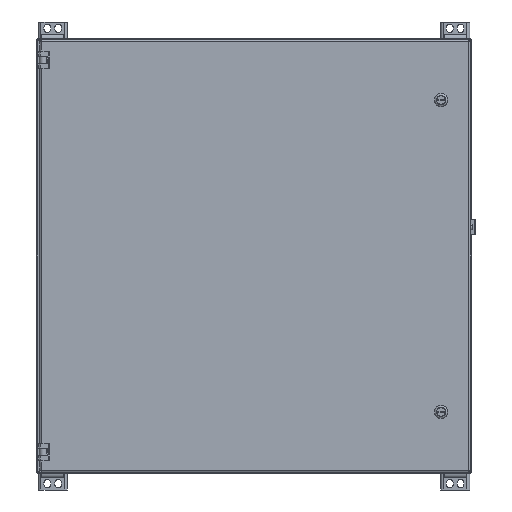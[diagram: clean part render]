
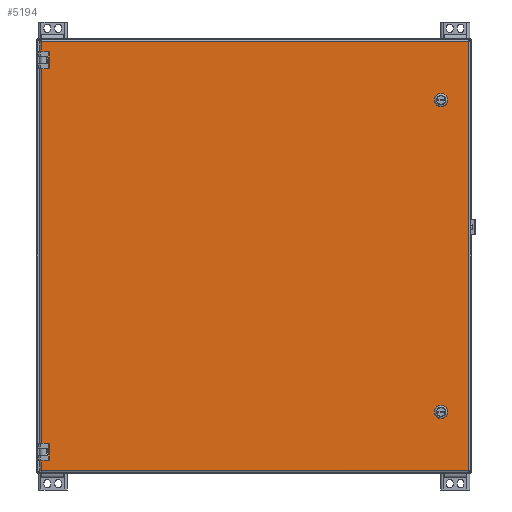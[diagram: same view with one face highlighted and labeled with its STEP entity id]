
A CAD part, front view. The second image highlights one B-rep face of the part: STEP entity #5194.
In plain terms, the highlighted planar face has unit normal (0, -1, 0).
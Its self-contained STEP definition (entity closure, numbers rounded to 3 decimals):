
#5194 = ADVANCED_FACE( '', ( #11600, #11601, #11602 ), #11603, .T. );
#11600 = FACE_BOUND( '', #28500, .T. );
#11601 = FACE_BOUND( '', #28501, .T. );
#11602 = FACE_OUTER_BOUND( '', #28502, .T. );
#11603 = PLANE( '', #28503 );
#28500 = EDGE_LOOP( '', ( #64803, #64804, #64805, #64806 ) );
#28501 = EDGE_LOOP( '', ( #64807, #64808, #64809, #64810 ) );
#28502 = EDGE_LOOP( '', ( #64811, #64812, #64813, #64814, #64815, #64816, #64817, #64818, #64819, #64820, #64821, #64822 ) );
#28503 = AXIS2_PLACEMENT_3D( '', #64823, #64824, #64825 );
#64803 = ORIENTED_EDGE( '', *, *, #86758, .F. );
#64804 = ORIENTED_EDGE( '', *, *, #86759, .F. );
#64805 = ORIENTED_EDGE( '', *, *, #86760, .F. );
#64806 = ORIENTED_EDGE( '', *, *, #86761, .F. );
#64807 = ORIENTED_EDGE( '', *, *, #86762, .F. );
#64808 = ORIENTED_EDGE( '', *, *, #86763, .F. );
#64809 = ORIENTED_EDGE( '', *, *, #86280, .F. );
#64810 = ORIENTED_EDGE( '', *, *, #86764, .F. );
#64811 = ORIENTED_EDGE( '', *, *, #86765, .F. );
#64812 = ORIENTED_EDGE( '', *, *, #86766, .F. );
#64813 = ORIENTED_EDGE( '', *, *, #86767, .F. );
#64814 = ORIENTED_EDGE( '', *, *, #86768, .F. );
#64815 = ORIENTED_EDGE( '', *, *, #85279, .F. );
#64816 = ORIENTED_EDGE( '', *, *, #86769, .F. );
#64817 = ORIENTED_EDGE( '', *, *, #86770, .F. );
#64818 = ORIENTED_EDGE( '', *, *, #86771, .T. );
#64819 = ORIENTED_EDGE( '', *, *, #86772, .F. );
#64820 = ORIENTED_EDGE( '', *, *, #86773, .F. );
#64821 = ORIENTED_EDGE( '', *, *, #86774, .F. );
#64822 = ORIENTED_EDGE( '', *, *, #86362, .F. );
#64823 = CARTESIAN_POINT( '', ( 0., 0., 0. ) );
#64824 = DIRECTION( '', ( 0., -1., 0. ) );
#64825 = DIRECTION( '', ( 0., 0., -1. ) );
#85279 = EDGE_CURVE( '', #95130, #95128, #95132, .T. );
#86280 = EDGE_CURVE( '', #96732, #96734, #96735, .T. );
#86362 = EDGE_CURVE( '', #96865, #96867, #96868, .T. );
#86758 = EDGE_CURVE( '', #97500, #97501, #97502, .T. );
#86759 = EDGE_CURVE( '', #97503, #97500, #97504, .T. );
#86760 = EDGE_CURVE( '', #97505, #97503, #97506, .T. );
#86761 = EDGE_CURVE( '', #97501, #97505, #97507, .T. );
#86762 = EDGE_CURVE( '', #97508, #97509, #97510, .T. );
#86763 = EDGE_CURVE( '', #96734, #97508, #97511, .T. );
#86764 = EDGE_CURVE( '', #97509, #96732, #97512, .T. );
#86765 = EDGE_CURVE( '', #97513, #96865, #97514, .T. );
#86766 = EDGE_CURVE( '', #97515, #97513, #97516, .T. );
#86767 = EDGE_CURVE( '', #97517, #97515, #97518, .T. );
#86768 = EDGE_CURVE( '', #95128, #97517, #97519, .T. );
#86769 = EDGE_CURVE( '', #97520, #95130, #97521, .T. );
#86770 = EDGE_CURVE( '', #97522, #97520, #97523, .T. );
#86771 = EDGE_CURVE( '', #97522, #93385, #97524, .T. );
#86772 = EDGE_CURVE( '', #97525, #93385, #97526, .T. );
#86773 = EDGE_CURVE( '', #97527, #97525, #97528, .T. );
#86774 = EDGE_CURVE( '', #96867, #97527, #97529, .T. );
#93385 = VERTEX_POINT( '', #107765 );
#95128 = VERTEX_POINT( '', #112146 );
#95130 = VERTEX_POINT( '', #112148 );
#95132 = LINE( '', #112159, #112160 );
#96732 = VERTEX_POINT( '', #116325 );
#96734 = VERTEX_POINT( '', #116328 );
#96735 = CIRCLE( '', #116329, 9.716 );
#96865 = VERTEX_POINT( '', #116575 );
#96867 = VERTEX_POINT( '', #116577 );
#96868 = LINE( '', #116578, #116579 );
#97500 = VERTEX_POINT( '', #118156 );
#97501 = VERTEX_POINT( '', #118157 );
#97502 = CIRCLE( '', #118158, 9.716 );
#97503 = VERTEX_POINT( '', #118159 );
#97504 = LINE( '', #118160, #118161 );
#97505 = VERTEX_POINT( '', #118162 );
#97506 = CIRCLE( '', #118163, 9.716 );
#97507 = LINE( '', #118164, #118165 );
#97508 = VERTEX_POINT( '', #118166 );
#97509 = VERTEX_POINT( '', #118167 );
#97510 = CIRCLE( '', #118168, 9.716 );
#97511 = LINE( '', #118169, #118170 );
#97512 = LINE( '', #118171, #118172 );
#97513 = VERTEX_POINT( '', #118173 );
#97514 = LINE( '', #118174, #118175 );
#97515 = VERTEX_POINT( '', #118176 );
#97516 = LINE( '', #118177, #118178 );
#97517 = VERTEX_POINT( '', #118179 );
#97518 = LINE( '', #118180, #118181 );
#97519 = LINE( '', #118182, #118183 );
#97520 = VERTEX_POINT( '', #118184 );
#97521 = LINE( '', #118185, #118186 );
#97522 = VERTEX_POINT( '', #118187 );
#97523 = LINE( '', #118188, #118189 );
#97524 = LINE( '', #118190, #118191 );
#97525 = VERTEX_POINT( '', #118192 );
#97526 = LINE( '', #118193, #118194 );
#97527 = VERTEX_POINT( '', #118195 );
#97528 = LINE( '', #118196, #118197 );
#97529 = LINE( '', #118198, #118199 );
#107765 = CARTESIAN_POINT( '', ( -373.917, 0., 375.901 ) );
#112146 = CARTESIAN_POINT( '', ( -373.917, 0., -353.212 ) );
#112148 = CARTESIAN_POINT( '', ( -373.917, 0., -375.901 ) );
#112159 = CARTESIAN_POINT( '', ( -373.917, 0., -375.901 ) );
#112160 = VECTOR( '', #136729, 1000. );
#116325 = CARTESIAN_POINT( '', ( 317.706, 0., -278.379 ) );
#116328 = CARTESIAN_POINT( '', ( 333.962, 0., -278.379 ) );
#116329 = AXIS2_PLACEMENT_3D( '', #137459, #137460, #137461 );
#116575 = CARTESIAN_POINT( '', ( -373.917, 0., 332.588 ) );
#116577 = CARTESIAN_POINT( '', ( -362.131, 0., 332.588 ) );
#116578 = CARTESIAN_POINT( '', ( 0., 0., 332.588 ) );
#116579 = VECTOR( '', #137522, 1000. );
#118156 = CARTESIAN_POINT( '', ( 333.962, 0., 278.379 ) );
#118157 = CARTESIAN_POINT( '', ( 317.706, 0., 278.379 ) );
#118158 = AXIS2_PLACEMENT_3D( '', #137835, #137836, #137837 );
#118159 = CARTESIAN_POINT( '', ( 333.962, 0., 267.734 ) );
#118160 = CARTESIAN_POINT( '', ( 333.962, 0., 278.379 ) );
#118161 = VECTOR( '', #137838, 1000. );
#118162 = CARTESIAN_POINT( '', ( 317.706, 0., 267.734 ) );
#118163 = AXIS2_PLACEMENT_3D( '', #137839, #137840, #137841 );
#118164 = CARTESIAN_POINT( '', ( 317.706, 0., 278.379 ) );
#118165 = VECTOR( '', #137842, 1000. );
#118166 = CARTESIAN_POINT( '', ( 333.962, 0., -267.734 ) );
#118167 = CARTESIAN_POINT( '', ( 317.706, 0., -267.734 ) );
#118168 = AXIS2_PLACEMENT_3D( '', #137843, #137844, #137845 );
#118169 = CARTESIAN_POINT( '', ( 333.962, 0., -267.734 ) );
#118170 = VECTOR( '', #137846, 1000. );
#118171 = CARTESIAN_POINT( '', ( 317.706, 0., -267.734 ) );
#118172 = VECTOR( '', #137847, 1000. );
#118173 = CARTESIAN_POINT( '', ( -373.917, 0., -332.588 ) );
#118174 = CARTESIAN_POINT( '', ( -373.917, 0., -375.901 ) );
#118175 = VECTOR( '', #137848, 1000. );
#118176 = CARTESIAN_POINT( '', ( -362.131, 0., -332.588 ) );
#118177 = CARTESIAN_POINT( '', ( 0., 0., -332.588 ) );
#118178 = VECTOR( '', #137849, 1000. );
#118179 = CARTESIAN_POINT( '', ( -362.131, 0., -353.212 ) );
#118180 = CARTESIAN_POINT( '', ( -362.131, 0., 0. ) );
#118181 = VECTOR( '', #137850, 1000. );
#118182 = CARTESIAN_POINT( '', ( 0., 0., -353.212 ) );
#118183 = VECTOR( '', #137851, 1000. );
#118184 = CARTESIAN_POINT( '', ( 373.917, 0., -375.901 ) );
#118185 = CARTESIAN_POINT( '', ( 373.917, 0., -375.901 ) );
#118186 = VECTOR( '', #137852, 1000. );
#118187 = CARTESIAN_POINT( '', ( 373.917, 0., 375.901 ) );
#118188 = CARTESIAN_POINT( '', ( 373.917, 0., 375.901 ) );
#118189 = VECTOR( '', #137853, 1000. );
#118190 = CARTESIAN_POINT( '', ( -373.917, 0., 375.901 ) );
#118191 = VECTOR( '', #137854, 1000. );
#118192 = CARTESIAN_POINT( '', ( -373.917, 0., 353.212 ) );
#118193 = CARTESIAN_POINT( '', ( -373.917, 0., -375.901 ) );
#118194 = VECTOR( '', #137855, 1000. );
#118195 = CARTESIAN_POINT( '', ( -362.131, 0., 353.212 ) );
#118196 = CARTESIAN_POINT( '', ( 0., 0., 353.212 ) );
#118197 = VECTOR( '', #137856, 1000. );
#118198 = CARTESIAN_POINT( '', ( -362.131, 0., 685.8 ) );
#118199 = VECTOR( '', #137857, 1000. );
#136729 = DIRECTION( '', ( 0., 0., 1. ) );
#137459 = CARTESIAN_POINT( '', ( 325.834, 0., -273.056 ) );
#137460 = DIRECTION( '', ( 0., -1., 0. ) );
#137461 = DIRECTION( '', ( 1., 0., 0. ) );
#137522 = DIRECTION( '', ( 1., 0., 0. ) );
#137835 = CARTESIAN_POINT( '', ( 325.834, 0., 273.056 ) );
#137836 = DIRECTION( '', ( 0., -1., 0. ) );
#137837 = DIRECTION( '', ( 1., 0., 0. ) );
#137838 = DIRECTION( '', ( 0., 0., 1. ) );
#137839 = CARTESIAN_POINT( '', ( 325.834, 0., 273.056 ) );
#137840 = DIRECTION( '', ( 0., -1., 0. ) );
#137841 = DIRECTION( '', ( 1., 0., 0. ) );
#137842 = DIRECTION( '', ( 0., 0., -1. ) );
#137843 = CARTESIAN_POINT( '', ( 325.834, 0., -273.056 ) );
#137844 = DIRECTION( '', ( 0., -1., 0. ) );
#137845 = DIRECTION( '', ( 1., 0., 0. ) );
#137846 = DIRECTION( '', ( 0., 0., 1. ) );
#137847 = DIRECTION( '', ( 0., 0., -1. ) );
#137848 = DIRECTION( '', ( 0., 0., 1. ) );
#137849 = DIRECTION( '', ( -1., 0., 0. ) );
#137850 = DIRECTION( '', ( 0., 0., 1. ) );
#137851 = DIRECTION( '', ( 1., 0., 0. ) );
#137852 = DIRECTION( '', ( -1., 0., 0. ) );
#137853 = DIRECTION( '', ( 0., 0., -1. ) );
#137854 = DIRECTION( '', ( -1., 0., 0. ) );
#137855 = DIRECTION( '', ( 0., 0., 1. ) );
#137856 = DIRECTION( '', ( -1., 0., 0. ) );
#137857 = DIRECTION( '', ( 0., 0., 1. ) );
